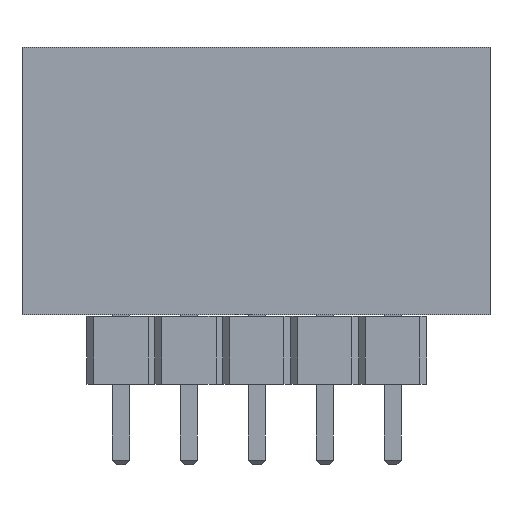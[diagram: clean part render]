
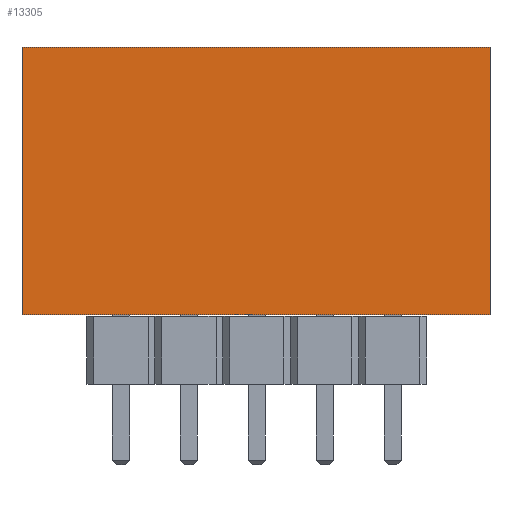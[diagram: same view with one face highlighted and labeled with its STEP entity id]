
A CAD part, left-side view. The second image highlights one B-rep face of the part: STEP entity #13305.
In plain terms, the highlighted planar face has unit normal (-1, 0, 0).
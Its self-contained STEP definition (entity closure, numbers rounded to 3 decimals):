
#13305 = ADVANCED_FACE('',(#13306),#13320,.F.);
#13306 = FACE_BOUND('',#13307,.F.);
#13307 = EDGE_LOOP('',(#13308,#13343,#13371,#13399));
#13308 = ORIENTED_EDGE('',*,*,#13309,.F.);
#13309 = EDGE_CURVE('',#13310,#13312,#13314,.T.);
#13310 = VERTEX_POINT('',#13311);
#13311 = CARTESIAN_POINT('',(-1.8,-13.8,2.6));
#13312 = VERTEX_POINT('',#13313);
#13313 = CARTESIAN_POINT('',(-1.8,-13.8,12.6));
#13314 = SURFACE_CURVE('',#13315,(#13319,#13331),.PCURVE_S1.);
#13315 = LINE('',#13316,#13317);
#13316 = CARTESIAN_POINT('',(-1.8,-13.8,2.6));
#13317 = VECTOR('',#13318,1.);
#13318 = DIRECTION('',(0.,0.,1.));
#13319 = PCURVE('',#13320,#13325);
#13320 = PLANE('',#13321);
#13321 = AXIS2_PLACEMENT_3D('',#13322,#13323,#13324);
#13322 = CARTESIAN_POINT('',(-1.8,-13.8,2.6));
#13323 = DIRECTION('',(1.,0.,0.));
#13324 = DIRECTION('',(0.,0.,1.));
#13325 = DEFINITIONAL_REPRESENTATION('',(#13326),#13330);
#13326 = LINE('',#13327,#13328);
#13327 = CARTESIAN_POINT('',(0.,0.));
#13328 = VECTOR('',#13329,1.);
#13329 = DIRECTION('',(1.,0.));
#13330 = ( GEOMETRIC_REPRESENTATION_CONTEXT(2) 
PARAMETRIC_REPRESENTATION_CONTEXT() REPRESENTATION_CONTEXT('2D SPACE',''
  ) );
#13331 = PCURVE('',#13332,#13337);
#13332 = PLANE('',#13333);
#13333 = AXIS2_PLACEMENT_3D('',#13334,#13335,#13336);
#13334 = CARTESIAN_POINT('',(-1.8,-13.8,2.6));
#13335 = DIRECTION('',(0.,1.,0.));
#13336 = DIRECTION('',(0.,0.,1.));
#13337 = DEFINITIONAL_REPRESENTATION('',(#13338),#13342);
#13338 = LINE('',#13339,#13340);
#13339 = CARTESIAN_POINT('',(0.,0.));
#13340 = VECTOR('',#13341,1.);
#13341 = DIRECTION('',(1.,0.));
#13342 = ( GEOMETRIC_REPRESENTATION_CONTEXT(2) 
PARAMETRIC_REPRESENTATION_CONTEXT() REPRESENTATION_CONTEXT('2D SPACE',''
  ) );
#13343 = ORIENTED_EDGE('',*,*,#13344,.T.);
#13344 = EDGE_CURVE('',#13310,#13345,#13347,.T.);
#13345 = VERTEX_POINT('',#13346);
#13346 = CARTESIAN_POINT('',(-1.8,3.7,2.6));
#13347 = SURFACE_CURVE('',#13348,(#13352,#13359),.PCURVE_S1.);
#13348 = LINE('',#13349,#13350);
#13349 = CARTESIAN_POINT('',(-1.8,-13.8,2.6));
#13350 = VECTOR('',#13351,1.);
#13351 = DIRECTION('',(0.,1.,0.));
#13352 = PCURVE('',#13320,#13353);
#13353 = DEFINITIONAL_REPRESENTATION('',(#13354),#13358);
#13354 = LINE('',#13355,#13356);
#13355 = CARTESIAN_POINT('',(0.,0.));
#13356 = VECTOR('',#13357,1.);
#13357 = DIRECTION('',(0.,-1.));
#13358 = ( GEOMETRIC_REPRESENTATION_CONTEXT(2) 
PARAMETRIC_REPRESENTATION_CONTEXT() REPRESENTATION_CONTEXT('2D SPACE',''
  ) );
#13359 = PCURVE('',#13360,#13365);
#13360 = PLANE('',#13361);
#13361 = AXIS2_PLACEMENT_3D('',#13362,#13363,#13364);
#13362 = CARTESIAN_POINT('',(-1.8,-13.8,2.6));
#13363 = DIRECTION('',(0.,0.,1.));
#13364 = DIRECTION('',(1.,0.,0.));
#13365 = DEFINITIONAL_REPRESENTATION('',(#13366),#13370);
#13366 = LINE('',#13367,#13368);
#13367 = CARTESIAN_POINT('',(0.,0.));
#13368 = VECTOR('',#13369,1.);
#13369 = DIRECTION('',(0.,1.));
#13370 = ( GEOMETRIC_REPRESENTATION_CONTEXT(2) 
PARAMETRIC_REPRESENTATION_CONTEXT() REPRESENTATION_CONTEXT('2D SPACE',''
  ) );
#13371 = ORIENTED_EDGE('',*,*,#13372,.T.);
#13372 = EDGE_CURVE('',#13345,#13373,#13375,.T.);
#13373 = VERTEX_POINT('',#13374);
#13374 = CARTESIAN_POINT('',(-1.8,3.7,12.6));
#13375 = SURFACE_CURVE('',#13376,(#13380,#13387),.PCURVE_S1.);
#13376 = LINE('',#13377,#13378);
#13377 = CARTESIAN_POINT('',(-1.8,3.7,2.6));
#13378 = VECTOR('',#13379,1.);
#13379 = DIRECTION('',(0.,0.,1.));
#13380 = PCURVE('',#13320,#13381);
#13381 = DEFINITIONAL_REPRESENTATION('',(#13382),#13386);
#13382 = LINE('',#13383,#13384);
#13383 = CARTESIAN_POINT('',(0.,-17.5));
#13384 = VECTOR('',#13385,1.);
#13385 = DIRECTION('',(1.,0.));
#13386 = ( GEOMETRIC_REPRESENTATION_CONTEXT(2) 
PARAMETRIC_REPRESENTATION_CONTEXT() REPRESENTATION_CONTEXT('2D SPACE',''
  ) );
#13387 = PCURVE('',#13388,#13393);
#13388 = PLANE('',#13389);
#13389 = AXIS2_PLACEMENT_3D('',#13390,#13391,#13392);
#13390 = CARTESIAN_POINT('',(-1.8,3.7,2.6));
#13391 = DIRECTION('',(0.,1.,0.));
#13392 = DIRECTION('',(0.,0.,1.));
#13393 = DEFINITIONAL_REPRESENTATION('',(#13394),#13398);
#13394 = LINE('',#13395,#13396);
#13395 = CARTESIAN_POINT('',(0.,0.));
#13396 = VECTOR('',#13397,1.);
#13397 = DIRECTION('',(1.,0.));
#13398 = ( GEOMETRIC_REPRESENTATION_CONTEXT(2) 
PARAMETRIC_REPRESENTATION_CONTEXT() REPRESENTATION_CONTEXT('2D SPACE',''
  ) );
#13399 = ORIENTED_EDGE('',*,*,#13400,.F.);
#13400 = EDGE_CURVE('',#13312,#13373,#13401,.T.);
#13401 = SURFACE_CURVE('',#13402,(#13406,#13413),.PCURVE_S1.);
#13402 = LINE('',#13403,#13404);
#13403 = CARTESIAN_POINT('',(-1.8,-13.8,12.6));
#13404 = VECTOR('',#13405,1.);
#13405 = DIRECTION('',(0.,1.,0.));
#13406 = PCURVE('',#13320,#13407);
#13407 = DEFINITIONAL_REPRESENTATION('',(#13408),#13412);
#13408 = LINE('',#13409,#13410);
#13409 = CARTESIAN_POINT('',(10.,0.));
#13410 = VECTOR('',#13411,1.);
#13411 = DIRECTION('',(0.,-1.));
#13412 = ( GEOMETRIC_REPRESENTATION_CONTEXT(2) 
PARAMETRIC_REPRESENTATION_CONTEXT() REPRESENTATION_CONTEXT('2D SPACE',''
  ) );
#13413 = PCURVE('',#13414,#13419);
#13414 = PLANE('',#13415);
#13415 = AXIS2_PLACEMENT_3D('',#13416,#13417,#13418);
#13416 = CARTESIAN_POINT('',(-1.8,-13.8,12.6));
#13417 = DIRECTION('',(0.,0.,1.));
#13418 = DIRECTION('',(1.,0.,0.));
#13419 = DEFINITIONAL_REPRESENTATION('',(#13420),#13424);
#13420 = LINE('',#13421,#13422);
#13421 = CARTESIAN_POINT('',(0.,0.));
#13422 = VECTOR('',#13423,1.);
#13423 = DIRECTION('',(0.,1.));
#13424 = ( GEOMETRIC_REPRESENTATION_CONTEXT(2) 
PARAMETRIC_REPRESENTATION_CONTEXT() REPRESENTATION_CONTEXT('2D SPACE',''
  ) );
